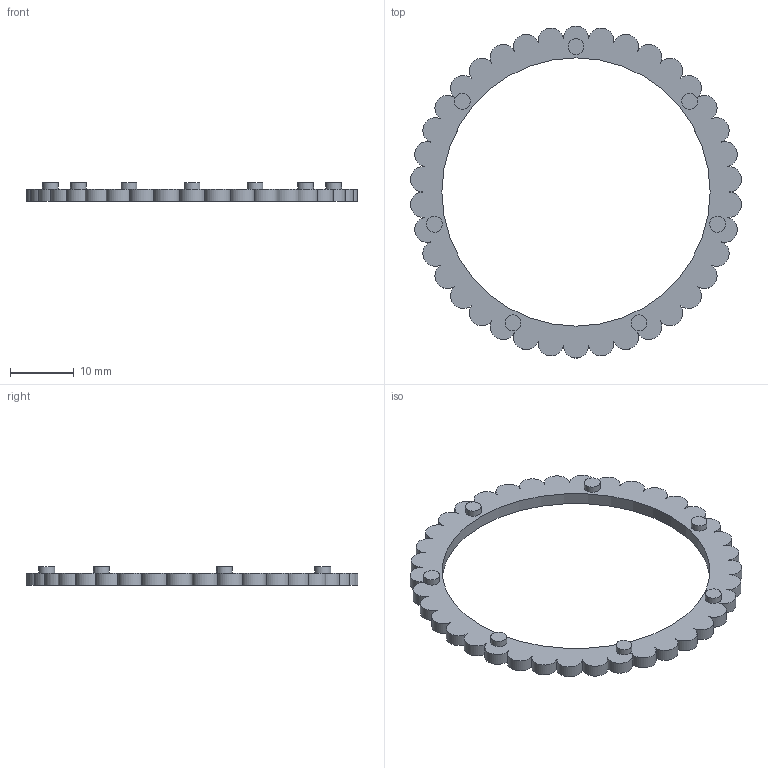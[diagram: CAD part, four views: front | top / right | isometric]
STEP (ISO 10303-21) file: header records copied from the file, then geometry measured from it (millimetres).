
FILE_DESCRIPTION(/* description */ (''),/* implementation_level */ '2;1');
FILE_NAME(/* name */ '20_Cube_Insert_CirAp_Wheel.ipt.step',/* time_stamp */ '2022-11-29T07:58:11+01:00',/* author */ ('marsikovabarbora'),/* organization */ (''),/* preprocessor_version */ 'ST-DEVELOPER v18.1',/* originating_system */ 'Autodesk Inventor 2022',/* authorisation */ '');
FILE_SCHEMA (('AUTOMOTIVE_DESIGN { 1 0 10303 214 3 1 1 }'));
Length unit declared in the file: millimetre
Products named in the file (1): 20_Cube_Insert_CirAp_Wheel
Bounding box: 51.84 x 51.98 x 2.9 mm (x, y, z)
Volume: 1301.4 mm3; surface area: 2107.9 mm2
Topology: 1 solids, 1 shells, 207 faces, 594 edges, 396 vertices
Faces by surface type: cylinder 122, plane 85
Full cylindrical faces by diameter (mm): 2.5 x7, 42 x1
Entity records: 6917 total; most frequent: DIRECTION 1254, CARTESIAN_POINT 1198, ORIENTED_EDGE 1188, EDGE_CURVE 594, AXIS2_PLACEMENT_3D 452, VERTEX_POINT 396, LINE 350, VECTOR 350
